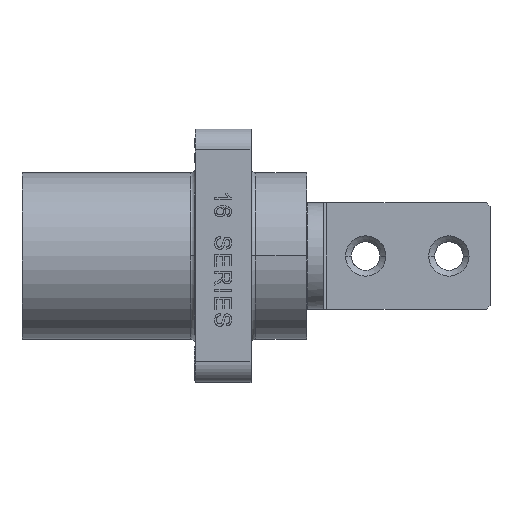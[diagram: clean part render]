
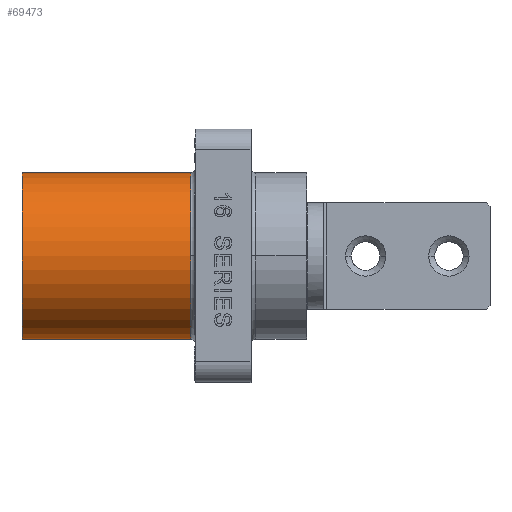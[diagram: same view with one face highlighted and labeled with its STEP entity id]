
A CAD part, top view. The second image highlights one B-rep face of the part: STEP entity #69473.
In plain terms, the highlighted cylindrical face has radius 19.05 mm (diameter 38.1 mm), a partial arc.
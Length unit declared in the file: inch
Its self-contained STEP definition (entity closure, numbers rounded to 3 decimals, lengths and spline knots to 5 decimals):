
#827 = CARTESIAN_POINT ( 'NONE',  ( -2.21037, 0.94415, -0.18197 ) ) ;
#1731 = DIRECTION ( 'NONE',  ( -1., 0., 0. ) ) ;
#4169 = CIRCLE ( 'NONE', #78807, 0.75 ) ;
#5569 = CIRCLE ( 'NONE', #52203, 0.75 ) ;
#6195 = AXIS2_PLACEMENT_3D ( 'NONE', #17681, #11837, #44365 ) ;
#8347 = VERTEX_POINT ( 'NONE', #79486 ) ;
#10563 = EDGE_CURVE ( 'NONE', #48705, #34657, #33046, .T. ) ;
#11837 = DIRECTION ( 'NONE',  ( -1., 0., 0. ) ) ;
#11931 = EDGE_CURVE ( 'NONE', #40890, #8347, #5569, .T. ) ;
#12312 = ORIENTED_EDGE ( 'NONE', *, *, #16870, .F. ) ;
#16026 = CARTESIAN_POINT ( 'NONE',  ( -2.21037, -0.55585, -0.18197 ) ) ;
#16870 = EDGE_CURVE ( 'NONE', #20894, #34657, #4169, .T. ) ;
#17681 = CARTESIAN_POINT ( 'NONE',  ( -0.69037, 0.19415, -0.18197 ) ) ;
#20894 = VERTEX_POINT ( 'NONE', #16026 ) ;
#21245 = EDGE_LOOP ( 'NONE', ( #50888, #51881, #34033, #12312, #59417 ) ) ;
#22480 = DIRECTION ( 'NONE',  ( 0., 0., -1. ) ) ;
#26331 = CARTESIAN_POINT ( 'NONE',  ( -2.21037, 0.19415, -0.18197 ) ) ;
#26856 = VECTOR ( 'NONE', #71739, 39.37008 ) ;
#33046 = LINE ( 'NONE', #52245, #69313 ) ;
#33998 = EDGE_CURVE ( 'NONE', #40890, #20894, #34160, .T. ) ;
#34033 = ORIENTED_EDGE ( 'NONE', *, *, #10563, .T. ) ;
#34160 = LINE ( 'NONE', #52105, #26856 ) ;
#34657 = VERTEX_POINT ( 'NONE', #827 ) ;
#34919 = CARTESIAN_POINT ( 'NONE',  ( -0.69037, -0.55585, -0.18197 ) ) ;
#38827 = CYLINDRICAL_SURFACE ( 'NONE', #45896, 0.75 ) ;
#40890 = VERTEX_POINT ( 'NONE', #34919 ) ;
#42905 = CARTESIAN_POINT ( 'NONE',  ( -0.69037, 0.19415, -0.18197 ) ) ;
#44077 = EDGE_CURVE ( 'NONE', #8347, #48705, #80836, .T. ) ;
#44365 = DIRECTION ( 'NONE',  ( 0., 0., -1. ) ) ;
#45074 = FACE_OUTER_BOUND ( 'NONE', #21245, .T. ) ;
#45896 = AXIS2_PLACEMENT_3D ( 'NONE', #58051, #77215, #52163 ) ;
#47206 = DIRECTION ( 'NONE',  ( -1., 0., 0. ) ) ;
#48705 = VERTEX_POINT ( 'NONE', #67805 ) ;
#50888 = ORIENTED_EDGE ( 'NONE', *, *, #11931, .T. ) ;
#51881 = ORIENTED_EDGE ( 'NONE', *, *, #44077, .T. ) ;
#52105 = CARTESIAN_POINT ( 'NONE',  ( -2.21037, -0.55585, -0.18197 ) ) ;
#52163 = DIRECTION ( 'NONE',  ( 0., -1., 0. ) ) ;
#52203 = AXIS2_PLACEMENT_3D ( 'NONE', #42905, #62514, #22480 ) ;
#52245 = CARTESIAN_POINT ( 'NONE',  ( -2.21037, 0.94415, -0.18197 ) ) ;
#52610 = DIRECTION ( 'NONE',  ( 0., -1., 0. ) ) ;
#58051 = CARTESIAN_POINT ( 'NONE',  ( -2.21037, 0.19415, -0.18197 ) ) ;
#59417 = ORIENTED_EDGE ( 'NONE', *, *, #33998, .F. ) ;
#62514 = DIRECTION ( 'NONE',  ( -1., 0., 0. ) ) ;
#67805 = CARTESIAN_POINT ( 'NONE',  ( -0.69037, 0.94415, -0.18197 ) ) ;
#69313 = VECTOR ( 'NONE', #47206, 39.37008 ) ;
#69473 = ADVANCED_FACE ( 'NONE', ( #45074 ), #38827, .T. ) ;
#71739 = DIRECTION ( 'NONE',  ( -1., 0., 0. ) ) ;
#77215 = DIRECTION ( 'NONE',  ( -1., 0., 0. ) ) ;
#78807 = AXIS2_PLACEMENT_3D ( 'NONE', #26331, #1731, #52610 ) ;
#79486 = CARTESIAN_POINT ( 'NONE',  ( -0.69037, 0.19415, 0.56803 ) ) ;
#80836 = CIRCLE ( 'NONE', #6195, 0.75 ) ;
